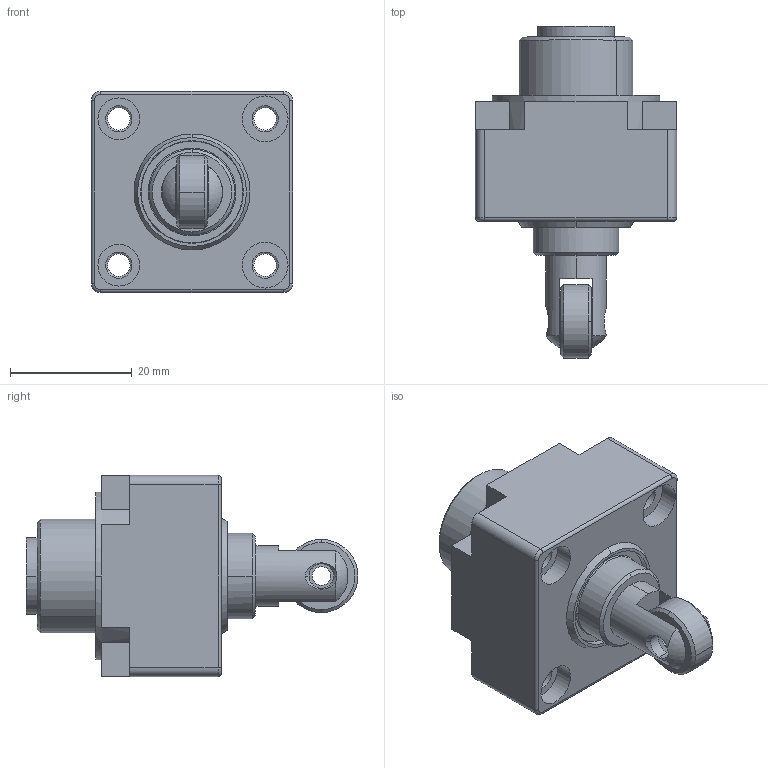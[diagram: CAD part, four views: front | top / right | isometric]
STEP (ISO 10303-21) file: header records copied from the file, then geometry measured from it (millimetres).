
FILE_DESCRIPTION(('STEP AP242'),'1');
FILE_NAME('switch_zcke67.stp','2020-11-13T16:18:07',('TraceParts'),('TraceParts S.A.'),'Spatial InterOp 3D',' ',' ');
FILE_SCHEMA(('AP242_MANAGED_MODEL_BASED_3D_ENGINEERING_MIM_LF {1 0 10303 442 1 1 4}'));
Length unit declared in the file: millimetre
Products named in the file (1): switch_zcke67_1
Bounding box: 33 x 54.45 x 33 mm (x, y, z)
Volume: 20993.4 mm3; surface area: 12924.7 mm2
Topology: 6 solids, 6 shells, 296 faces, 736 edges, 464 vertices
Faces by surface type: cylinder 120, plane 70, cone 62, torus 26, sphere 10, bspline 8
Entity records: 13988 total; most frequent: CARTESIAN_POINT 6675, DIRECTION 1664, ORIENTED_EDGE 1460, EDGE_CURVE 730, AXIS2_PLACEMENT_3D 696, VERTEX_POINT 464, CIRCLE 400, EDGE_LOOP 336
